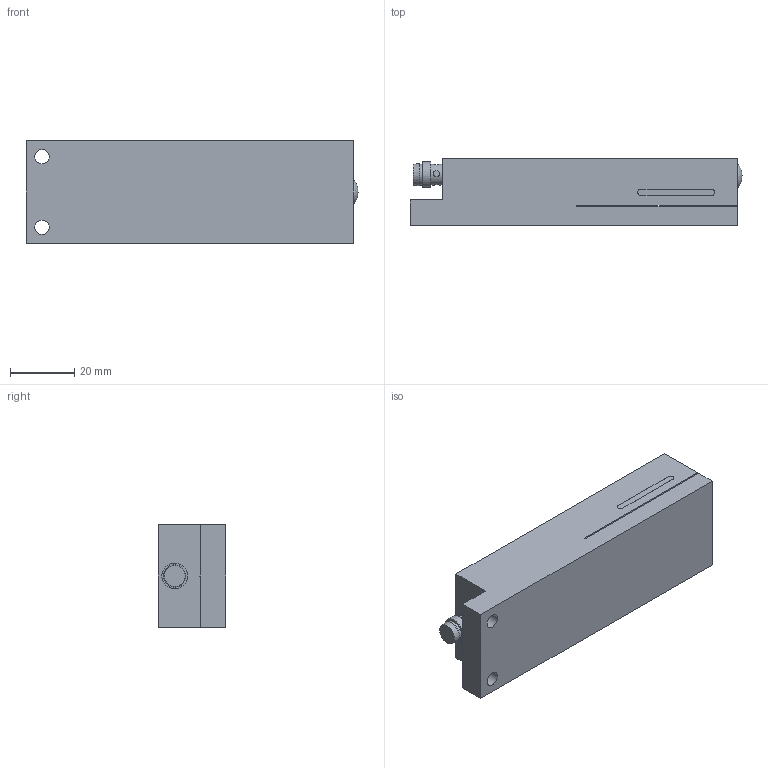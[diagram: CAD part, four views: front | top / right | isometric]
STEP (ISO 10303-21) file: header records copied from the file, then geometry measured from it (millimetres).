
FILE_DESCRIPTION((''),'2;1');
FILE_NAME('KSSTI 400.stp','2008-01-24T14:32:36',('diel'),(''),'Autodesk Inventor 10','Autodesk Inventor 10','');
FILE_SCHEMA(('AUTOMOTIVE_DESIGN { 1 0 10303 214 1 1 1 1 }'));
Length unit declared in the file: millimetre
Products named in the file (4): KSSTI 400; Steckeranschluß M8 mit LED; Teachtaste
Assembly tree (3 placements, depth 2):
  KSSTI 400
    KSSTI 400
    Steckeranschluß M8 mit LED
    Teachtaste
Bounding box: 103.5 x 21 x 32 mm (x, y, z)
Volume: 63880.6 mm3; surface area: 15633.4 mm2
Topology: 3 solids, 3 shells, 147 faces, 345 edges, 232 vertices
Faces by surface type: plane 125, cylinder 20, cone 1, bspline 1
Full cylindrical faces by diameter (mm): 2 x1, 3 x2, 4.5 x2, 6.5 x2, 8 x1
Entity records: 4377 total; most frequent: CARTESIAN_POINT 914, ORIENTED_EDGE 668, DIRECTION 660, EDGE_CURVE 334, VECTOR 282, LINE 282, VERTEX_POINT 232, EDGE_LOOP 190
